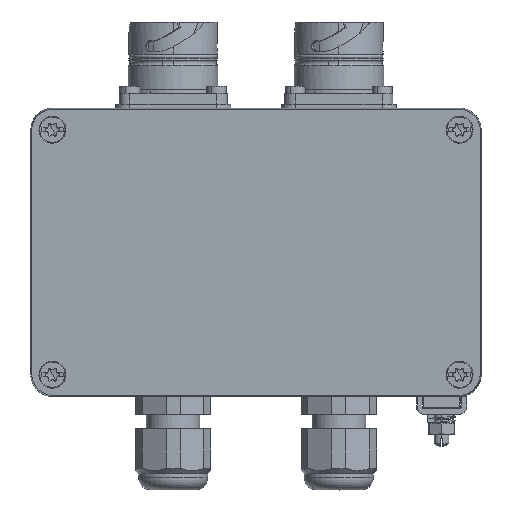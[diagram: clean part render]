
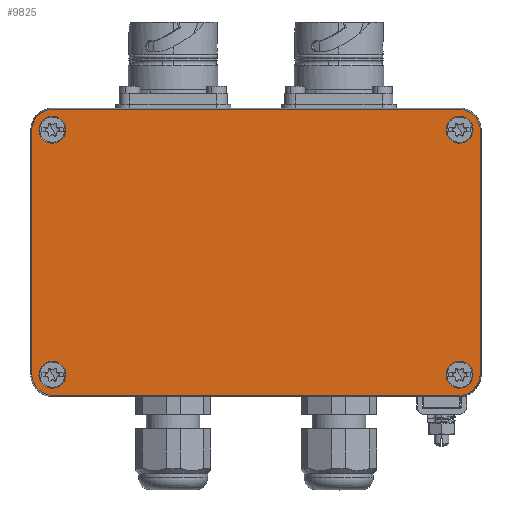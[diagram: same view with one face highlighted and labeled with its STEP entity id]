
A CAD part, top view. The second image highlights one B-rep face of the part: STEP entity #9825.
In plain terms, the highlighted planar face has unit normal (0, 0, 1).
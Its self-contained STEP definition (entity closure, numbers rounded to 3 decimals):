
#9741=AXIS2_PLACEMENT_3D('Plane Axis2P3D',#9738,#9739,#9740) ;
#9755=AXIS2_PLACEMENT_3D('Circle Axis2P3D',#9753,#9754,$) ;
#9764=AXIS2_PLACEMENT_3D('Circle Axis2P3D',#9762,#9763,$) ;
#9773=AXIS2_PLACEMENT_3D('Circle Axis2P3D',#9771,#9772,$) ;
#9782=AXIS2_PLACEMENT_3D('Circle Axis2P3D',#9780,#9781,$) ;
#9791=AXIS2_PLACEMENT_3D('Circle Axis2P3D',#9789,#9790,$) ;
#9800=AXIS2_PLACEMENT_3D('Circle Axis2P3D',#9798,#9799,$) ;
#9809=AXIS2_PLACEMENT_3D('Circle Axis2P3D',#9807,#9808,$) ;
#9818=AXIS2_PLACEMENT_3D('Circle Axis2P3D',#9816,#9817,$) ;
#9476=CARTESIAN_POINT('Control Point',(0.262,99.666,57.)) ;
#9477=CARTESIAN_POINT('Control Point',(0.262,101.551,57.)) ;
#9478=CARTESIAN_POINT('Control Point',(1.,103.438,57.)) ;
#9479=CARTESIAN_POINT('Control Point',(2.49,104.928,57.)) ;
#9480=CARTESIAN_POINT('Control Point',(4.376,105.666,57.)) ;
#9481=CARTESIAN_POINT('Control Point',(6.261,105.666,57.)) ;
#9482=CARTESIAN_POINT('Vertex',(0.262,99.666,57.)) ;
#9484=CARTESIAN_POINT('Vertex',(6.261,105.666,57.)) ;
#9528=CARTESIAN_POINT('Line Origine',(62.5,105.666,57.)) ;
#9532=CARTESIAN_POINT('Vertex',(118.739,105.666,57.)) ;
#9562=CARTESIAN_POINT('Control Point',(124.738,99.666,57.)) ;
#9563=CARTESIAN_POINT('Control Point',(124.738,101.551,57.)) ;
#9564=CARTESIAN_POINT('Control Point',(124.,103.438,57.)) ;
#9565=CARTESIAN_POINT('Control Point',(122.51,104.928,57.)) ;
#9566=CARTESIAN_POINT('Control Point',(120.624,105.666,57.)) ;
#9567=CARTESIAN_POINT('Control Point',(118.739,105.666,57.)) ;
#9568=CARTESIAN_POINT('Vertex',(124.738,99.666,57.)) ;
#9595=CARTESIAN_POINT('Line Origine',(124.738,65.927,57.)) ;
#9599=CARTESIAN_POINT('Vertex',(124.738,32.188,57.)) ;
#9629=CARTESIAN_POINT('Control Point',(118.739,26.189,57.)) ;
#9630=CARTESIAN_POINT('Control Point',(120.624,26.189,57.)) ;
#9631=CARTESIAN_POINT('Control Point',(122.51,26.927,57.)) ;
#9632=CARTESIAN_POINT('Control Point',(124.,28.417,57.)) ;
#9633=CARTESIAN_POINT('Control Point',(124.738,30.304,57.)) ;
#9634=CARTESIAN_POINT('Control Point',(124.738,32.188,57.)) ;
#9635=CARTESIAN_POINT('Vertex',(118.739,26.189,57.)) ;
#9655=CARTESIAN_POINT('Line Origine',(0.262,65.927,57.)) ;
#9659=CARTESIAN_POINT('Vertex',(0.262,32.188,57.)) ;
#9692=CARTESIAN_POINT('Line Origine',(62.5,26.189,57.)) ;
#9696=CARTESIAN_POINT('Vertex',(6.261,26.189,57.)) ;
#9724=CARTESIAN_POINT('Control Point',(0.262,32.188,57.)) ;
#9725=CARTESIAN_POINT('Control Point',(0.262,30.304,57.)) ;
#9726=CARTESIAN_POINT('Control Point',(1.,28.417,57.)) ;
#9727=CARTESIAN_POINT('Control Point',(2.49,26.927,57.)) ;
#9728=CARTESIAN_POINT('Control Point',(4.376,26.189,57.)) ;
#9729=CARTESIAN_POINT('Control Point',(6.261,26.189,57.)) ;
#9738=CARTESIAN_POINT('Axis2P3D Location',(62.5,65.927,57.)) ;
#9753=CARTESIAN_POINT('Axis2P3D Location',(6.,99.927,57.)) ;
#9757=CARTESIAN_POINT('Vertex',(4.202,96.636,57.)) ;
#9759=CARTESIAN_POINT('Vertex',(7.798,103.218,57.)) ;
#9762=CARTESIAN_POINT('Axis2P3D Location',(6.,99.927,57.)) ;
#9771=CARTESIAN_POINT('Axis2P3D Location',(119.,99.927,57.)) ;
#9775=CARTESIAN_POINT('Vertex',(120.798,103.218,57.)) ;
#9777=CARTESIAN_POINT('Vertex',(117.202,96.636,57.)) ;
#9780=CARTESIAN_POINT('Axis2P3D Location',(119.,99.927,57.)) ;
#9789=CARTESIAN_POINT('Axis2P3D Location',(6.,31.927,57.)) ;
#9793=CARTESIAN_POINT('Vertex',(7.798,35.218,57.)) ;
#9795=CARTESIAN_POINT('Vertex',(4.202,28.636,57.)) ;
#9798=CARTESIAN_POINT('Axis2P3D Location',(6.,31.927,57.)) ;
#9807=CARTESIAN_POINT('Axis2P3D Location',(119.,31.927,57.)) ;
#9811=CARTESIAN_POINT('Vertex',(120.798,35.218,57.)) ;
#9813=CARTESIAN_POINT('Vertex',(117.202,28.636,57.)) ;
#9816=CARTESIAN_POINT('Axis2P3D Location',(119.,31.927,57.)) ;
#9529=DIRECTION('Vector Direction',(1.,0.,0.)) ;
#9596=DIRECTION('Vector Direction',(0.,-1.,0.)) ;
#9656=DIRECTION('Vector Direction',(0.,1.,0.)) ;
#9693=DIRECTION('Vector Direction',(-1.,0.,0.)) ;
#9739=DIRECTION('Axis2P3D Direction',(0.,-0.,1.)) ;
#9740=DIRECTION('Axis2P3D XDirection',(1.,0.,0.)) ;
#9754=DIRECTION('Axis2P3D Direction',(0.,-0.,1.)) ;
#9763=DIRECTION('Axis2P3D Direction',(0.,-0.,1.)) ;
#9772=DIRECTION('Axis2P3D Direction',(0.,-0.,1.)) ;
#9781=DIRECTION('Axis2P3D Direction',(0.,-0.,1.)) ;
#9790=DIRECTION('Axis2P3D Direction',(0.,-0.,1.)) ;
#9799=DIRECTION('Axis2P3D Direction',(0.,-0.,1.)) ;
#9808=DIRECTION('Axis2P3D Direction',(0.,-0.,1.)) ;
#9817=DIRECTION('Axis2P3D Direction',(0.,-0.,1.)) ;
#9530=VECTOR('Line Direction',#9529,1.) ;
#9597=VECTOR('Line Direction',#9596,1.) ;
#9657=VECTOR('Line Direction',#9656,1.) ;
#9694=VECTOR('Line Direction',#9693,1.) ;
#9744=ORIENTED_EDGE('',*,*,#9698,.T.) ;
#9745=ORIENTED_EDGE('',*,*,#9637,.F.) ;
#9746=ORIENTED_EDGE('',*,*,#9601,.T.) ;
#9747=ORIENTED_EDGE('',*,*,#9570,.F.) ;
#9748=ORIENTED_EDGE('',*,*,#9534,.T.) ;
#9749=ORIENTED_EDGE('',*,*,#9486,.F.) ;
#9750=ORIENTED_EDGE('',*,*,#9661,.T.) ;
#9751=ORIENTED_EDGE('',*,*,#9730,.F.) ;
#9768=ORIENTED_EDGE('',*,*,#9761,.T.) ;
#9769=ORIENTED_EDGE('',*,*,#9766,.T.) ;
#9786=ORIENTED_EDGE('',*,*,#9779,.T.) ;
#9787=ORIENTED_EDGE('',*,*,#9784,.T.) ;
#9804=ORIENTED_EDGE('',*,*,#9797,.T.) ;
#9805=ORIENTED_EDGE('',*,*,#9802,.T.) ;
#9822=ORIENTED_EDGE('',*,*,#9815,.T.) ;
#9823=ORIENTED_EDGE('',*,*,#9820,.T.) ;
#9770=FACE_BOUND('',#9767,.T.) ;
#9788=FACE_BOUND('',#9785,.T.) ;
#9806=FACE_BOUND('',#9803,.T.) ;
#9824=FACE_BOUND('',#9821,.T.) ;
#9825=ADVANCED_FACE('Hauptkoerper',(#9752,#9770,#9788,#9806,#9824),#9742,.T.) ;
#9475=B_SPLINE_CURVE_WITH_KNOTS('',5,(#9476,#9477,#9478,#9479,#9480,#9481),.UNSPECIFIED.,.F.,.U.,(6,6),(0.,13.327),.UNSPECIFIED.) ;
#9561=B_SPLINE_CURVE_WITH_KNOTS('',5,(#9562,#9563,#9564,#9565,#9566,#9567),.UNSPECIFIED.,.F.,.U.,(6,6),(0.,13.327),.UNSPECIFIED.) ;
#9628=B_SPLINE_CURVE_WITH_KNOTS('',5,(#9629,#9630,#9631,#9632,#9633,#9634),.UNSPECIFIED.,.F.,.U.,(6,6),(0.,13.327),.UNSPECIFIED.) ;
#9723=B_SPLINE_CURVE_WITH_KNOTS('',5,(#9724,#9725,#9726,#9727,#9728,#9729),.UNSPECIFIED.,.F.,.U.,(6,6),(0.,13.327),.UNSPECIFIED.) ;
#9756=CIRCLE('generated circle',#9755,3.75) ;
#9765=CIRCLE('generated circle',#9764,3.75) ;
#9774=CIRCLE('generated circle',#9773,3.75) ;
#9783=CIRCLE('generated circle',#9782,3.75) ;
#9792=CIRCLE('generated circle',#9791,3.75) ;
#9801=CIRCLE('generated circle',#9800,3.75) ;
#9810=CIRCLE('generated circle',#9809,3.75) ;
#9819=CIRCLE('generated circle',#9818,3.75) ;
#9486=EDGE_CURVE('',#9483,#9485,#9475,.T.) ;
#9534=EDGE_CURVE('',#9533,#9485,#9531,.F.) ;
#9570=EDGE_CURVE('',#9533,#9569,#9561,.F.) ;
#9601=EDGE_CURVE('',#9600,#9569,#9598,.F.) ;
#9637=EDGE_CURVE('',#9600,#9636,#9628,.F.) ;
#9661=EDGE_CURVE('',#9483,#9660,#9658,.F.) ;
#9698=EDGE_CURVE('',#9697,#9636,#9695,.F.) ;
#9730=EDGE_CURVE('',#9697,#9660,#9723,.F.) ;
#9761=EDGE_CURVE('',#9758,#9760,#9756,.F.) ;
#9766=EDGE_CURVE('',#9760,#9758,#9765,.F.) ;
#9779=EDGE_CURVE('',#9776,#9778,#9774,.F.) ;
#9784=EDGE_CURVE('',#9778,#9776,#9783,.F.) ;
#9797=EDGE_CURVE('',#9794,#9796,#9792,.F.) ;
#9802=EDGE_CURVE('',#9796,#9794,#9801,.F.) ;
#9815=EDGE_CURVE('',#9812,#9814,#9810,.F.) ;
#9820=EDGE_CURVE('',#9814,#9812,#9819,.F.) ;
#9743=EDGE_LOOP('',(#9744,#9745,#9746,#9747,#9748,#9749,#9750,#9751)) ;
#9767=EDGE_LOOP('',(#9768,#9769)) ;
#9785=EDGE_LOOP('',(#9786,#9787)) ;
#9803=EDGE_LOOP('',(#9804,#9805)) ;
#9821=EDGE_LOOP('',(#9822,#9823)) ;
#9752=FACE_OUTER_BOUND('',#9743,.T.) ;
#9531=LINE('Line',#9528,#9530) ;
#9598=LINE('Line',#9595,#9597) ;
#9658=LINE('Line',#9655,#9657) ;
#9695=LINE('Line',#9692,#9694) ;
#9742=PLANE('',#9741) ;
#9483=VERTEX_POINT('',#9482) ;
#9485=VERTEX_POINT('',#9484) ;
#9533=VERTEX_POINT('',#9532) ;
#9569=VERTEX_POINT('',#9568) ;
#9600=VERTEX_POINT('',#9599) ;
#9636=VERTEX_POINT('',#9635) ;
#9660=VERTEX_POINT('',#9659) ;
#9697=VERTEX_POINT('',#9696) ;
#9758=VERTEX_POINT('',#9757) ;
#9760=VERTEX_POINT('',#9759) ;
#9776=VERTEX_POINT('',#9775) ;
#9778=VERTEX_POINT('',#9777) ;
#9794=VERTEX_POINT('',#9793) ;
#9796=VERTEX_POINT('',#9795) ;
#9812=VERTEX_POINT('',#9811) ;
#9814=VERTEX_POINT('',#9813) ;
